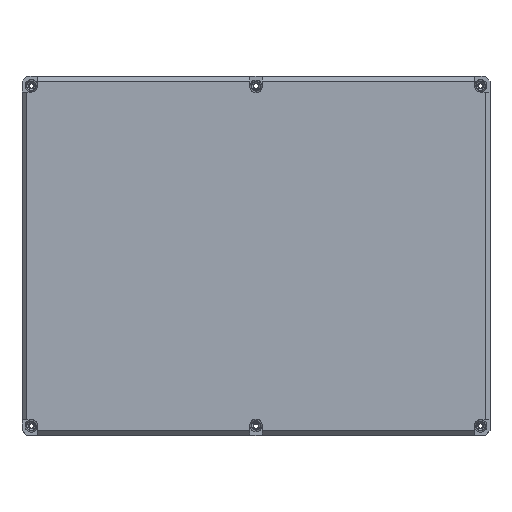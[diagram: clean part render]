
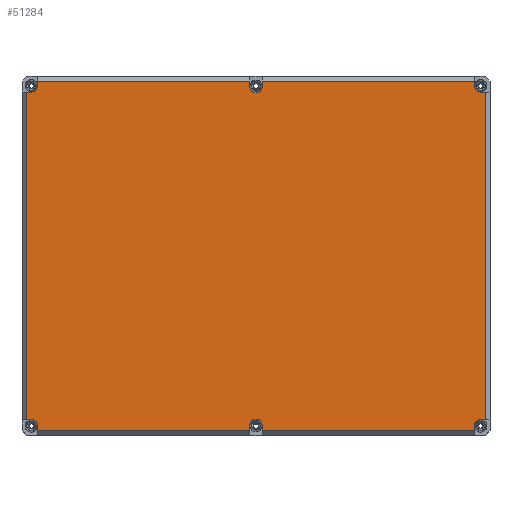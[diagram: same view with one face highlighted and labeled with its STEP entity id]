
A CAD part, top view. The second image highlights one B-rep face of the part: STEP entity #51284.
In plain terms, the highlighted planar face has unit normal (0, 0, 1).
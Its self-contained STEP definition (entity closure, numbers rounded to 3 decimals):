
#43025=DIRECTION('',(-1.,0.,0.));
#43026=VECTOR('',#43025,135.948);
#43027=CARTESIAN_POINT('',(139.974,112.,55.));
#43028=LINE('',#43027,#43026);
#43041=DIRECTION('',(-1.,0.,0.));
#43042=VECTOR('',#43041,135.948);
#43043=CARTESIAN_POINT('',(-4.026,112.,55.));
#43044=LINE('',#43043,#43042);
#43099=DIRECTION('',(0.,1.,0.));
#43100=VECTOR('',#43099,209.948);
#43101=CARTESIAN_POINT('',(147.,-104.974,55.));
#43102=LINE('',#43101,#43100);
#43195=DIRECTION('',(1.,0.,0.));
#43196=VECTOR('',#43195,135.948);
#43197=CARTESIAN_POINT('',(4.026,-112.,55.));
#43198=LINE('',#43197,#43196);
#43211=DIRECTION('',(1.,0.,0.));
#43212=VECTOR('',#43211,135.948);
#43213=CARTESIAN_POINT('',(-139.974,-112.,55.));
#43214=LINE('',#43213,#43212);
#43219=DIRECTION('',(0.,-1.,0.));
#43220=VECTOR('',#43219,3.);
#43221=CARTESIAN_POINT('',(139.974,112.,55.));
#43222=LINE('',#43221,#43220);
#43223=CARTESIAN_POINT('',(144.,109.,55.));
#43224=DIRECTION('',(0.,0.,1.));
#43225=DIRECTION('',(-1.,0.,0.));
#43226=AXIS2_PLACEMENT_3D('',#43223,#43224,#43225);
#43228=DIRECTION('',(-1.,0.,0.));
#43229=VECTOR('',#43228,3.);
#43230=CARTESIAN_POINT('',(147.,104.974,55.));
#43231=LINE('',#43230,#43229);
#43232=DIRECTION('',(-1.,0.,0.));
#43233=VECTOR('',#43232,3.);
#43234=CARTESIAN_POINT('',(147.,-104.974,55.));
#43235=LINE('',#43234,#43233);
#43236=CARTESIAN_POINT('',(144.,-109.,55.));
#43237=DIRECTION('',(0.,0.,1.));
#43238=DIRECTION('',(0.,1.,0.));
#43239=AXIS2_PLACEMENT_3D('',#43236,#43237,#43238);
#43241=DIRECTION('',(0.,1.,0.));
#43242=VECTOR('',#43241,3.);
#43243=CARTESIAN_POINT('',(139.974,-112.,55.));
#43244=LINE('',#43243,#43242);
#43245=DIRECTION('',(0.,1.,0.));
#43246=VECTOR('',#43245,3.3);
#43247=CARTESIAN_POINT('',(4.026,-112.,55.));
#43248=LINE('',#43247,#43246);
#43249=CARTESIAN_POINT('',(0.,-108.7,55.));
#43250=DIRECTION('',(0.,0.,1.));
#43251=DIRECTION('',(1.,0.,0.));
#43252=AXIS2_PLACEMENT_3D('',#43249,#43250,#43251);
#43254=DIRECTION('',(0.,1.,0.));
#43255=VECTOR('',#43254,3.3);
#43256=CARTESIAN_POINT('',(-4.026,-112.,55.));
#43257=LINE('',#43256,#43255);
#43258=DIRECTION('',(0.,1.,0.));
#43259=VECTOR('',#43258,3.);
#43260=CARTESIAN_POINT('',(-139.974,-112.,55.));
#43261=LINE('',#43260,#43259);
#43262=CARTESIAN_POINT('',(-144.,-109.,55.));
#43263=DIRECTION('',(0.,0.,1.));
#43264=DIRECTION('',(1.,0.,0.));
#43265=AXIS2_PLACEMENT_3D('',#43262,#43263,#43264);
#43267=DIRECTION('',(1.,0.,0.));
#43268=VECTOR('',#43267,3.);
#43269=CARTESIAN_POINT('',(-147.,-104.974,55.));
#43270=LINE('',#43269,#43268);
#43271=DIRECTION('',(1.,0.,0.));
#43272=VECTOR('',#43271,3.);
#43273=CARTESIAN_POINT('',(-147.,104.974,55.));
#43274=LINE('',#43273,#43272);
#43275=CARTESIAN_POINT('',(-144.,109.,55.));
#43276=DIRECTION('',(0.,0.,1.));
#43277=DIRECTION('',(0.,-1.,0.));
#43278=AXIS2_PLACEMENT_3D('',#43275,#43276,#43277);
#43280=DIRECTION('',(0.,-1.,0.));
#43281=VECTOR('',#43280,3.);
#43282=CARTESIAN_POINT('',(-139.974,112.,55.));
#43283=LINE('',#43282,#43281);
#43284=DIRECTION('',(0.,-1.,0.));
#43285=VECTOR('',#43284,3.3);
#43286=CARTESIAN_POINT('',(-4.026,112.,55.));
#43287=LINE('',#43286,#43285);
#43288=CARTESIAN_POINT('',(0.,108.7,55.));
#43289=DIRECTION('',(0.,0.,1.));
#43290=DIRECTION('',(-1.,0.,0.));
#43291=AXIS2_PLACEMENT_3D('',#43288,#43289,#43290);
#43293=DIRECTION('',(0.,-1.,0.));
#43294=VECTOR('',#43293,3.3);
#43295=CARTESIAN_POINT('',(4.026,112.,55.));
#43296=LINE('',#43295,#43294);
#43369=DIRECTION('',(0.,-1.,0.));
#43370=VECTOR('',#43369,209.948);
#43371=CARTESIAN_POINT('',(-147.,104.974,55.));
#43372=LINE('',#43371,#43370);
#45189=CARTESIAN_POINT('',(139.974,112.,55.));
#45190=CARTESIAN_POINT('',(139.974,109.,55.));
#45191=VERTEX_POINT('',#45189);
#45192=VERTEX_POINT('',#45190);
#45193=CARTESIAN_POINT('',(144.,104.974,55.));
#45194=VERTEX_POINT('',#45193);
#45195=CARTESIAN_POINT('',(147.,104.974,55.));
#45196=VERTEX_POINT('',#45195);
#45197=CARTESIAN_POINT('',(-4.026,112.,55.));
#45198=CARTESIAN_POINT('',(-4.026,108.7,55.));
#45199=VERTEX_POINT('',#45197);
#45200=VERTEX_POINT('',#45198);
#45201=CARTESIAN_POINT('',(4.026,108.7,55.));
#45202=VERTEX_POINT('',#45201);
#45203=CARTESIAN_POINT('',(4.026,112.,55.));
#45204=VERTEX_POINT('',#45203);
#45205=CARTESIAN_POINT('',(-144.,104.974,55.));
#45206=CARTESIAN_POINT('',(-139.974,109.,55.));
#45207=VERTEX_POINT('',#45205);
#45208=VERTEX_POINT('',#45206);
#45209=CARTESIAN_POINT('',(-139.974,112.,55.));
#45210=VERTEX_POINT('',#45209);
#45211=CARTESIAN_POINT('',(-147.,104.974,55.));
#45212=VERTEX_POINT('',#45211);
#45213=CARTESIAN_POINT('',(147.,-104.974,55.));
#45214=CARTESIAN_POINT('',(144.,-104.974,55.));
#45215=VERTEX_POINT('',#45213);
#45216=VERTEX_POINT('',#45214);
#45217=CARTESIAN_POINT('',(139.974,-109.,55.));
#45218=VERTEX_POINT('',#45217);
#45219=CARTESIAN_POINT('',(139.974,-112.,55.));
#45220=VERTEX_POINT('',#45219);
#45221=CARTESIAN_POINT('',(4.026,-112.,55.));
#45222=CARTESIAN_POINT('',(4.026,-108.7,55.));
#45223=VERTEX_POINT('',#45221);
#45224=VERTEX_POINT('',#45222);
#45225=CARTESIAN_POINT('',(-4.026,-108.7,55.));
#45226=VERTEX_POINT('',#45225);
#45227=CARTESIAN_POINT('',(-4.026,-112.,55.));
#45228=VERTEX_POINT('',#45227);
#45229=CARTESIAN_POINT('',(-147.,-104.974,55.));
#45230=CARTESIAN_POINT('',(-144.,-104.974,55.));
#45231=VERTEX_POINT('',#45229);
#45232=VERTEX_POINT('',#45230);
#45233=CARTESIAN_POINT('',(-139.974,-112.,55.));
#45234=CARTESIAN_POINT('',(-139.974,-109.,55.));
#45235=VERTEX_POINT('',#45233);
#45236=VERTEX_POINT('',#45234);
#51241=CARTESIAN_POINT('',(0.,0.,55.));
#51242=DIRECTION('',(0.,0.,1.));
#51243=DIRECTION('',(1.,0.,0.));
#51244=AXIS2_PLACEMENT_3D('',#51241,#51242,#51243);
#51245=PLANE('',#51244);
#51246=ORIENTED_EDGE('',*,*,#51013,.T.);
#51247=ORIENTED_EDGE('',*,*,#51031,.T.);
#51248=ORIENTED_EDGE('',*,*,#51086,.F.);
#51249=ORIENTED_EDGE('',*,*,#51102,.F.);
#51251=ORIENTED_EDGE('',*,*,#51250,.T.);
#51253=ORIENTED_EDGE('',*,*,#51252,.T.);
#51254=ORIENTED_EDGE('',*,*,#51234,.F.);
#51255=ORIENTED_EDGE('',*,*,#51207,.F.);
#51257=ORIENTED_EDGE('',*,*,#51256,.T.);
#51259=ORIENTED_EDGE('',*,*,#51258,.T.);
#51261=ORIENTED_EDGE('',*,*,#51260,.F.);
#51262=ORIENTED_EDGE('',*,*,#51222,.F.);
#51264=ORIENTED_EDGE('',*,*,#51263,.T.);
#51265=ORIENTED_EDGE('',*,*,#50744,.T.);
#51267=ORIENTED_EDGE('',*,*,#51266,.F.);
#51269=ORIENTED_EDGE('',*,*,#51268,.F.);
#51271=ORIENTED_EDGE('',*,*,#51270,.T.);
#51272=ORIENTED_EDGE('',*,*,#50925,.T.);
#51273=ORIENTED_EDGE('',*,*,#50968,.F.);
#51274=ORIENTED_EDGE('',*,*,#50997,.F.);
#51276=ORIENTED_EDGE('',*,*,#51275,.T.);
#51278=ORIENTED_EDGE('',*,*,#51277,.T.);
#51280=ORIENTED_EDGE('',*,*,#51279,.F.);
#51281=ORIENTED_EDGE('',*,*,#50981,.F.);
#51282=EDGE_LOOP('',(#51246,#51247,#51248,#51249,#51251,#51253,#51254,#51255,
#51257,#51259,#51261,#51262,#51264,#51265,#51267,#51269,#51271,#51272,#51273,
#51274,#51276,#51278,#51280,#51281));
#51283=FACE_OUTER_BOUND('',#51282,.F.);
#51284=ADVANCED_FACE('',(#51283),#51245,.T.);
#43227=CIRCLE('',#43226,4.026);
#43240=CIRCLE('',#43239,4.026);
#43253=CIRCLE('',#43252,4.026);
#43266=CIRCLE('',#43265,4.026);
#43279=CIRCLE('',#43278,4.026);
#43292=CIRCLE('',#43291,4.026);
#50744=EDGE_CURVE('',#45236,#45232,#43266,.T.);
#50925=EDGE_CURVE('',#45207,#45208,#43279,.T.);
#50968=EDGE_CURVE('',#45210,#45208,#43283,.T.);
#50981=EDGE_CURVE('',#45191,#45204,#43028,.T.);
#50997=EDGE_CURVE('',#45199,#45210,#43044,.T.);
#51013=EDGE_CURVE('',#45191,#45192,#43222,.T.);
#51031=EDGE_CURVE('',#45192,#45194,#43227,.T.);
#51086=EDGE_CURVE('',#45196,#45194,#43231,.T.);
#51102=EDGE_CURVE('',#45215,#45196,#43102,.T.);
#51207=EDGE_CURVE('',#45223,#45220,#43198,.T.);
#51222=EDGE_CURVE('',#45235,#45228,#43214,.T.);
#51234=EDGE_CURVE('',#45220,#45218,#43244,.T.);
#51250=EDGE_CURVE('',#45215,#45216,#43235,.T.);
#51252=EDGE_CURVE('',#45216,#45218,#43240,.T.);
#51256=EDGE_CURVE('',#45223,#45224,#43248,.T.);
#51258=EDGE_CURVE('',#45224,#45226,#43253,.T.);
#51260=EDGE_CURVE('',#45228,#45226,#43257,.T.);
#51263=EDGE_CURVE('',#45235,#45236,#43261,.T.);
#51266=EDGE_CURVE('',#45231,#45232,#43270,.T.);
#51268=EDGE_CURVE('',#45212,#45231,#43372,.T.);
#51270=EDGE_CURVE('',#45212,#45207,#43274,.T.);
#51275=EDGE_CURVE('',#45199,#45200,#43287,.T.);
#51277=EDGE_CURVE('',#45200,#45202,#43292,.T.);
#51279=EDGE_CURVE('',#45204,#45202,#43296,.T.);
